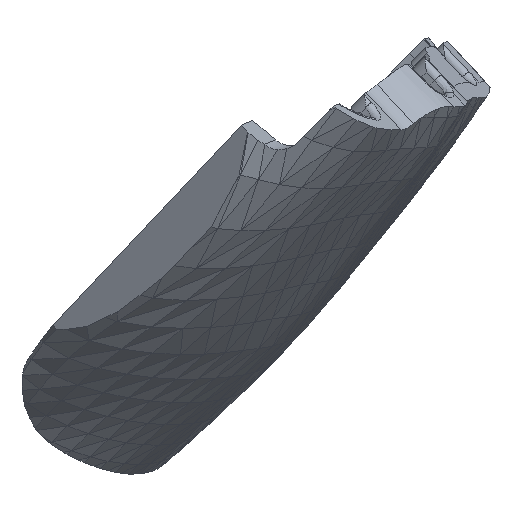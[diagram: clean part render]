
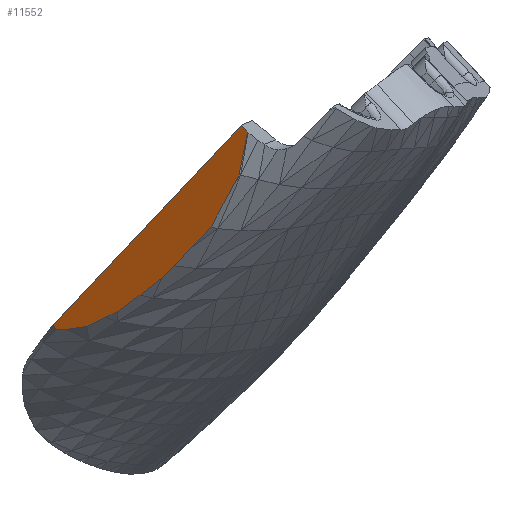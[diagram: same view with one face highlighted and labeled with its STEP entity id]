
A CAD part, front view. The second image highlights one B-rep face of the part: STEP entity #11552.
In plain terms, the highlighted planar face has unit normal (-0.461, -0.873, -0.16).
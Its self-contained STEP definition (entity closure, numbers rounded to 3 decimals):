
#1168=DIRECTION('',(-0.647,0.207,0.734));
#1169=VECTOR('',#1168,1.398);
#1170=CARTESIAN_POINT('',(88.365,-86.993,69.085));
#1171=LINE('',#1170,#1169);
#1840=DIRECTION('',(0.615,-0.444,0.652));
#1841=VECTOR('',#1840,45.178);
#1842=CARTESIAN_POINT('',(59.684,-66.64,40.666));
#1843=LINE('',#1842,#1841);
#1844=DIRECTION('',(-0.435,0.379,-0.817));
#1845=VECTOR('',#1844,1.042);
#1846=CARTESIAN_POINT('',(87.134,-85.189,62.804));
#1847=LINE('',#1846,#1845);
#1848=DIRECTION('',(-0.604,0.441,-0.664));
#1849=VECTOR('',#1848,3.998);
#1850=CARTESIAN_POINT('',(80.076,-79.498,52.093));
#1851=LINE('',#1850,#1849);
#1852=DIRECTION('',(-0.695,0.467,-0.547));
#1853=VECTOR('',#1852,4.545);
#1854=CARTESIAN_POINT('',(75.704,-76.366,47.596));
#1855=LINE('',#1854,#1853);
#1856=DIRECTION('',(-0.79,0.486,-0.374));
#1857=VECTOR('',#1856,2.172);
#1858=CARTESIAN_POINT('',(69.21,-72.032,42.654));
#1859=LINE('',#1858,#1857);
#1860=DIRECTION('',(-0.869,0.48,-0.12));
#1861=VECTOR('',#1860,3.473);
#1862=CARTESIAN_POINT('',(64.692,-69.252,40.497));
#1863=LINE('',#1862,#1861);
#1864=DIRECTION('',(-0.669,0.223,0.709));
#1865=VECTOR('',#1864,0.802);
#1866=CARTESIAN_POINT('',(60.29,-66.849,40.057));
#1867=LINE('',#1866,#1865);
#1868=DIRECTION('',(-0.808,0.348,0.476));
#1869=VECTOR('',#1868,0.086);
#1870=CARTESIAN_POINT('',(59.754,-66.67,40.626));
#1871=LINE('',#1870,#1869);
#1876=DIRECTION('',(0.185,-0.271,0.945));
#1877=VECTOR('',#1876,6.65);
#1878=CARTESIAN_POINT('',(87.134,-85.189,62.804));
#1879=LINE('',#1878,#1877);
#1888=DIRECTION('',(0.44,-0.382,0.813));
#1889=VECTOR('',#1888,8.409);
#1890=CARTESIAN_POINT('',(82.979,-81.585,55.118));
#1891=LINE('',#1890,#1889);
#5984=DIRECTION('',(0.788,-0.485,0.378));
#5985=VECTOR('',#5984,3.554);
#5986=CARTESIAN_POINT('',(64.692,-69.252,40.497));
#5987=LINE('',#5986,#5985);
#5996=DIRECTION('',(0.711,-0.471,0.523));
#5997=VECTOR('',#5996,4.696);
#5998=CARTESIAN_POINT('',(69.21,-72.032,42.654));
#5999=LINE('',#5998,#5997);
#6008=DIRECTION('',(0.649,-0.454,0.61));
#6009=VECTOR('',#6008,3.017);
#6010=CARTESIAN_POINT('',(75.704,-76.366,47.596));
#6011=LINE('',#6010,#6009);
#6024=DIRECTION('',(0.62,-0.446,0.646));
#6025=VECTOR('',#6024,4.683);
#6026=CARTESIAN_POINT('',(80.076,-79.498,52.093));
#6027=LINE('',#6026,#6025);
#6052=DIRECTION('',(0.883,-0.469,0.016));
#6053=VECTOR('',#6052,1.568);
#6054=CARTESIAN_POINT('',(60.29,-66.849,40.057));
#6055=LINE('',#6054,#6053);
#7721=CARTESIAN_POINT('',(64.692,-69.252,40.497));
#7722=CARTESIAN_POINT('',(67.494,-70.977,41.841));
#7723=VERTEX_POINT('',#7721);
#7724=VERTEX_POINT('',#7722);
#7934=CARTESIAN_POINT('',(75.704,-76.366,47.596));
#7935=CARTESIAN_POINT('',(77.662,-77.737,49.437));
#7936=VERTEX_POINT('',#7934);
#7937=VERTEX_POINT('',#7935);
#8071=CARTESIAN_POINT('',(82.979,-81.585,55.118));
#8072=CARTESIAN_POINT('',(86.68,-84.794,61.952));
#8073=VERTEX_POINT('',#8071);
#8074=VERTEX_POINT('',#8072);
#8452=CARTESIAN_POINT('',(61.675,-67.584,40.081));
#8453=VERTEX_POINT('',#8452);
#8485=CARTESIAN_POINT('',(59.684,-66.64,40.666));
#8486=VERTEX_POINT('',#8485);
#8707=CARTESIAN_POINT('',(80.076,-79.498,52.093));
#8708=VERTEX_POINT('',#8707);
#8788=CARTESIAN_POINT('',(59.754,-66.67,40.626));
#8789=VERTEX_POINT('',#8788);
#8806=CARTESIAN_POINT('',(87.46,-86.704,70.111));
#8808=VERTEX_POINT('',#8806);
#8840=CARTESIAN_POINT('',(69.21,-72.032,42.654));
#8841=CARTESIAN_POINT('',(72.547,-74.243,45.108));
#8842=VERTEX_POINT('',#8840);
#8843=VERTEX_POINT('',#8841);
#8864=CARTESIAN_POINT('',(87.134,-85.189,62.804));
#8865=VERTEX_POINT('',#8864);
#8881=CARTESIAN_POINT('',(88.365,-86.993,69.085));
#8882=VERTEX_POINT('',#8881);
#8959=CARTESIAN_POINT('',(60.29,-66.849,40.057));
#8960=VERTEX_POINT('',#8959);
#11517=CARTESIAN_POINT('',(-11.131,-21.097,
-3.875));
#11518=DIRECTION('',(-0.461,-0.873,-0.16));
#11519=DIRECTION('',(-0.884,0.467,0.));
#11520=AXIS2_PLACEMENT_3D('',#11517,#11518,#11519);
#11521=PLANE('',#11520);
#11522=ORIENTED_EDGE('',*,*,#10689,.T.);
#11523=ORIENTED_EDGE('',*,*,#10664,.F.);
#11525=ORIENTED_EDGE('',*,*,#11524,.F.);
#11527=ORIENTED_EDGE('',*,*,#11526,.T.);
#11529=ORIENTED_EDGE('',*,*,#11528,.F.);
#11531=ORIENTED_EDGE('',*,*,#11530,.F.);
#11533=ORIENTED_EDGE('',*,*,#11532,.T.);
#11535=ORIENTED_EDGE('',*,*,#11534,.F.);
#11537=ORIENTED_EDGE('',*,*,#11536,.T.);
#11539=ORIENTED_EDGE('',*,*,#11538,.F.);
#11541=ORIENTED_EDGE('',*,*,#11540,.T.);
#11543=ORIENTED_EDGE('',*,*,#11542,.F.);
#11545=ORIENTED_EDGE('',*,*,#11544,.T.);
#11547=ORIENTED_EDGE('',*,*,#11546,.F.);
#11548=ORIENTED_EDGE('',*,*,#11496,.T.);
#11549=ORIENTED_EDGE('',*,*,#11510,.T.);
#11550=EDGE_LOOP('',(#11522,#11523,#11525,#11527,#11529,#11531,#11533,#11535,
#11537,#11539,#11541,#11543,#11545,#11547,#11548,#11549));
#11551=FACE_OUTER_BOUND('',#11550,.F.);
#11552=ADVANCED_FACE('',(#11551),#11521,.T.);
#10664=EDGE_CURVE('',#8882,#8808,#1171,.T.);
#10689=EDGE_CURVE('',#8486,#8808,#1843,.T.);
#11496=EDGE_CURVE('',#8960,#8789,#1867,.T.);
#11510=EDGE_CURVE('',#8789,#8486,#1871,.T.);
#11524=EDGE_CURVE('',#8865,#8882,#1879,.T.);
#11526=EDGE_CURVE('',#8865,#8074,#1847,.T.);
#11528=EDGE_CURVE('',#8073,#8074,#1891,.T.);
#11530=EDGE_CURVE('',#8708,#8073,#6027,.T.);
#11532=EDGE_CURVE('',#8708,#7937,#1851,.T.);
#11534=EDGE_CURVE('',#7936,#7937,#6011,.T.);
#11536=EDGE_CURVE('',#7936,#8843,#1855,.T.);
#11538=EDGE_CURVE('',#8842,#8843,#5999,.T.);
#11540=EDGE_CURVE('',#8842,#7724,#1859,.T.);
#11542=EDGE_CURVE('',#7723,#7724,#5987,.T.);
#11544=EDGE_CURVE('',#7723,#8453,#1863,.T.);
#11546=EDGE_CURVE('',#8960,#8453,#6055,.T.);
